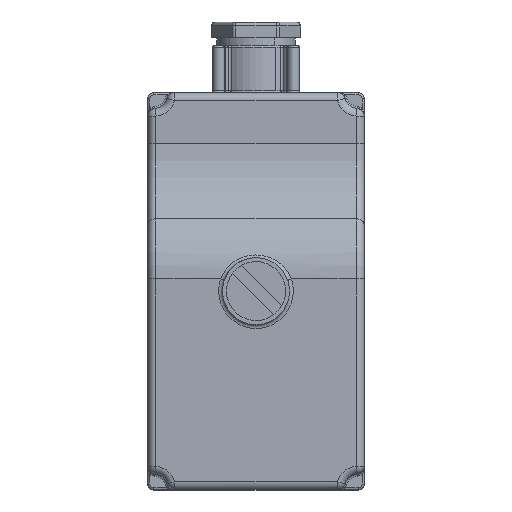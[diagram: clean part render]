
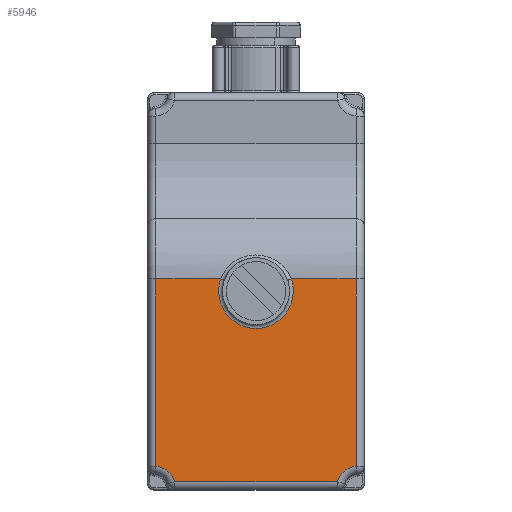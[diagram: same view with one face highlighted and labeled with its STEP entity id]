
A CAD part, top view. The second image highlights one B-rep face of the part: STEP entity #5946.
In plain terms, the highlighted planar face has unit normal (0, 0, 1).
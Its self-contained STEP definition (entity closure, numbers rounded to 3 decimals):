
#396=CARTESIAN_POINT('Vertex',(-25.5,3.091,41.)) ;
#451=CARTESIAN_POINT('Vertex',(25.5,3.091,41.)) ;
#737=CARTESIAN_POINT('Line Origine',(25.5,0.,41.)) ;
#741=CARTESIAN_POINT('Vertex',(25.5,-44.523,41.)) ;
#774=CARTESIAN_POINT('Vertex',(20.708,-48.5,41.)) ;
#808=CARTESIAN_POINT('Axis2P3D Location',(26.,-50.,41.)) ;
#841=CARTESIAN_POINT('Line Origine',(-25.5,0.,41.)) ;
#845=CARTESIAN_POINT('Vertex',(-25.5,-44.523,41.)) ;
#879=CARTESIAN_POINT('Line Origine',(0.,-48.5,41.)) ;
#883=CARTESIAN_POINT('Vertex',(-20.708,-48.5,41.)) ;
#938=CARTESIAN_POINT('Axis2P3D Location',(-26.,-50.,41.)) ;
#5867=CARTESIAN_POINT('Line Origine',(0.,3.091,41.)) ;
#5871=CARTESIAN_POINT('Vertex',(8.983,3.091,41.)) ;
#5874=CARTESIAN_POINT('Line Origine',(0.,3.091,41.)) ;
#5878=CARTESIAN_POINT('Vertex',(-8.983,3.091,41.)) ;
#5910=CARTESIAN_POINT('Axis2P3D Location',(0.,0.,41.)) ;
#5915=CARTESIAN_POINT('Axis2P3D Location',(0.,0.,41.)) ;
#5919=CARTESIAN_POINT('Vertex',(9.5,0.,41.)) ;
#5922=CARTESIAN_POINT('Axis2P3D Location',(0.,0.,41.)) ;
#5926=CARTESIAN_POINT('Vertex',(-9.5,0.,41.)) ;
#5929=CARTESIAN_POINT('Axis2P3D Location',(0.,0.,41.)) ;
#738=DIRECTION('Vector Direction',(0.,1.,0.)) ;
#809=DIRECTION('Axis2P3D Direction',(-0.,0.,1.)) ;
#842=DIRECTION('Vector Direction',(0.,1.,0.)) ;
#880=DIRECTION('Vector Direction',(1.,0.,0.)) ;
#939=DIRECTION('Axis2P3D Direction',(0.,0.,1.)) ;
#5868=DIRECTION('Vector Direction',(1.,0.,0.)) ;
#5875=DIRECTION('Vector Direction',(1.,0.,0.)) ;
#5911=DIRECTION('Axis2P3D Direction',(0.,0.,1.)) ;
#5912=DIRECTION('Axis2P3D XDirection',(1.,0.,0.)) ;
#5916=DIRECTION('Axis2P3D Direction',(0.,0.,1.)) ;
#5923=DIRECTION('Axis2P3D Direction',(0.,0.,1.)) ;
#5930=DIRECTION('Axis2P3D Direction',(0.,0.,1.)) ;
#810=AXIS2_PLACEMENT_3D('Circle Axis2P3D',#808,#809,$) ;
#940=AXIS2_PLACEMENT_3D('Circle Axis2P3D',#938,#939,$) ;
#5913=AXIS2_PLACEMENT_3D('Plane Axis2P3D',#5910,#5911,#5912) ;
#5917=AXIS2_PLACEMENT_3D('Circle Axis2P3D',#5915,#5916,$) ;
#5924=AXIS2_PLACEMENT_3D('Circle Axis2P3D',#5922,#5923,$) ;
#5931=AXIS2_PLACEMENT_3D('Circle Axis2P3D',#5929,#5930,$) ;
#5935=ORIENTED_EDGE('',*,*,#5880,.F.) ;
#5936=ORIENTED_EDGE('',*,*,#847,.T.) ;
#5937=ORIENTED_EDGE('',*,*,#942,.T.) ;
#5938=ORIENTED_EDGE('',*,*,#885,.T.) ;
#5939=ORIENTED_EDGE('',*,*,#812,.T.) ;
#5940=ORIENTED_EDGE('',*,*,#743,.F.) ;
#5941=ORIENTED_EDGE('',*,*,#5873,.F.) ;
#5942=ORIENTED_EDGE('',*,*,#5921,.F.) ;
#5943=ORIENTED_EDGE('',*,*,#5928,.F.) ;
#5944=ORIENTED_EDGE('',*,*,#5933,.F.) ;
#739=VECTOR('Line Direction',#738,1.) ;
#843=VECTOR('Line Direction',#842,1.) ;
#881=VECTOR('Line Direction',#880,1.) ;
#5869=VECTOR('Line Direction',#5868,1.) ;
#5876=VECTOR('Line Direction',#5875,1.) ;
#5946=ADVANCED_FACE('PartBody',(#5945),#5914,.T.) ;
#811=CIRCLE('generated circle',#810,5.5) ;
#941=CIRCLE('generated circle',#940,5.5) ;
#5918=CIRCLE('generated circle',#5917,9.5) ;
#5925=CIRCLE('generated circle',#5924,9.5) ;
#5932=CIRCLE('generated circle',#5931,9.5) ;
#743=EDGE_CURVE('',#452,#742,#740,.F.) ;
#812=EDGE_CURVE('',#775,#742,#811,.F.) ;
#847=EDGE_CURVE('',#397,#846,#844,.F.) ;
#885=EDGE_CURVE('',#884,#775,#882,.T.) ;
#942=EDGE_CURVE('',#846,#884,#941,.F.) ;
#5873=EDGE_CURVE('',#5872,#452,#5870,.T.) ;
#5880=EDGE_CURVE('',#397,#5879,#5877,.T.) ;
#5921=EDGE_CURVE('',#5920,#5872,#5918,.T.) ;
#5928=EDGE_CURVE('',#5927,#5920,#5925,.T.) ;
#5933=EDGE_CURVE('',#5879,#5927,#5932,.T.) ;
#5934=EDGE_LOOP('',(#5935,#5936,#5937,#5938,#5939,#5940,#5941,#5942,#5943,#5944)) ;
#5945=FACE_OUTER_BOUND('',#5934,.T.) ;
#740=LINE('Line',#737,#739) ;
#844=LINE('Line',#841,#843) ;
#882=LINE('Line',#879,#881) ;
#5870=LINE('Line',#5867,#5869) ;
#5877=LINE('Line',#5874,#5876) ;
#5914=PLANE('',#5913) ;
#397=VERTEX_POINT('',#396) ;
#452=VERTEX_POINT('',#451) ;
#742=VERTEX_POINT('',#741) ;
#775=VERTEX_POINT('',#774) ;
#846=VERTEX_POINT('',#845) ;
#884=VERTEX_POINT('',#883) ;
#5872=VERTEX_POINT('',#5871) ;
#5879=VERTEX_POINT('',#5878) ;
#5920=VERTEX_POINT('',#5919) ;
#5927=VERTEX_POINT('',#5926) ;
